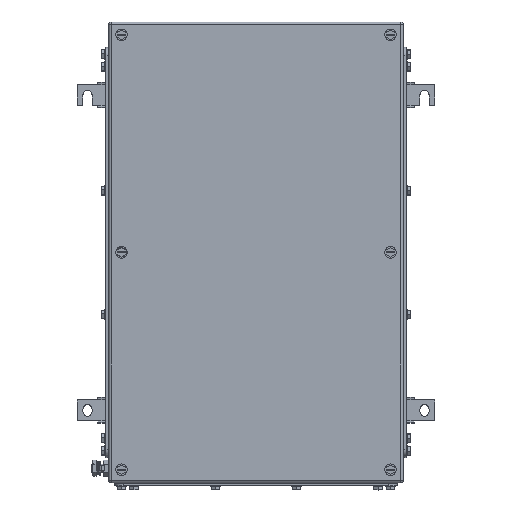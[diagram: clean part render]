
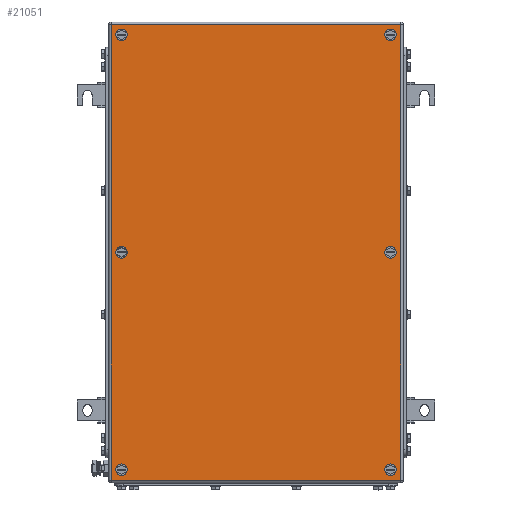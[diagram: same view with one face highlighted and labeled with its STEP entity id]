
A CAD part, top view. The second image highlights one B-rep face of the part: STEP entity #21051.
In plain terms, the highlighted planar face has unit normal (0, 0, 1).
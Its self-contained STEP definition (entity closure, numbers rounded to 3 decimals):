
#20889=AXIS2_PLACEMENT_3D('Circle Axis2P3D',#20887,#20888,$) ;
#20916=AXIS2_PLACEMENT_3D('Plane Axis2P3D',#20913,#20914,#20915) ;
#20954=AXIS2_PLACEMENT_3D('Circle Axis2P3D',#20952,#20953,$) ;
#20963=AXIS2_PLACEMENT_3D('Circle Axis2P3D',#20961,#20962,$) ;
#20972=AXIS2_PLACEMENT_3D('Circle Axis2P3D',#20970,#20971,$) ;
#20981=AXIS2_PLACEMENT_3D('Circle Axis2P3D',#20979,#20980,$) ;
#20990=AXIS2_PLACEMENT_3D('Circle Axis2P3D',#20988,#20989,$) ;
#20999=AXIS2_PLACEMENT_3D('Circle Axis2P3D',#20997,#20998,$) ;
#21008=AXIS2_PLACEMENT_3D('Circle Axis2P3D',#21006,#21007,$) ;
#21017=AXIS2_PLACEMENT_3D('Circle Axis2P3D',#21015,#21016,$) ;
#21026=AXIS2_PLACEMENT_3D('Circle Axis2P3D',#21024,#21025,$) ;
#21035=AXIS2_PLACEMENT_3D('Circle Axis2P3D',#21033,#21034,$) ;
#21044=AXIS2_PLACEMENT_3D('Circle Axis2P3D',#21042,#21043,$) ;
#20884=CARTESIAN_POINT('Vertex',(56.5,286.,203.5)) ;
#20887=CARTESIAN_POINT('Axis2P3D Location',(53.,286.,203.5)) ;
#20891=CARTESIAN_POINT('Vertex',(49.5,286.,203.5)) ;
#20913=CARTESIAN_POINT('Axis2P3D Location',(215.5,286.,203.5)) ;
#20918=CARTESIAN_POINT('Line Origine',(215.5,560.5,203.5)) ;
#20922=CARTESIAN_POINT('Vertex',(390.,560.5,203.5)) ;
#20924=CARTESIAN_POINT('Vertex',(41.,560.5,203.5)) ;
#20927=CARTESIAN_POINT('Line Origine',(41.,286.,203.5)) ;
#20931=CARTESIAN_POINT('Vertex',(41.,11.5,203.5)) ;
#20934=CARTESIAN_POINT('Line Origine',(215.5,11.5,203.5)) ;
#20938=CARTESIAN_POINT('Vertex',(390.,11.5,203.5)) ;
#20941=CARTESIAN_POINT('Line Origine',(390.,286.,203.5)) ;
#20952=CARTESIAN_POINT('Axis2P3D Location',(53.,286.,203.5)) ;
#20961=CARTESIAN_POINT('Axis2P3D Location',(378.,286.,203.5)) ;
#20965=CARTESIAN_POINT('Vertex',(381.5,286.,203.5)) ;
#20967=CARTESIAN_POINT('Vertex',(374.5,286.,203.5)) ;
#20970=CARTESIAN_POINT('Axis2P3D Location',(378.,286.,203.5)) ;
#20979=CARTESIAN_POINT('Axis2P3D Location',(53.,548.5,203.5)) ;
#20983=CARTESIAN_POINT('Vertex',(49.5,548.5,203.5)) ;
#20985=CARTESIAN_POINT('Vertex',(56.5,548.5,203.5)) ;
#20988=CARTESIAN_POINT('Axis2P3D Location',(53.,548.5,203.5)) ;
#20997=CARTESIAN_POINT('Axis2P3D Location',(53.,23.5,203.5)) ;
#21001=CARTESIAN_POINT('Vertex',(49.5,23.5,203.5)) ;
#21003=CARTESIAN_POINT('Vertex',(56.5,23.5,203.5)) ;
#21006=CARTESIAN_POINT('Axis2P3D Location',(53.,23.5,203.5)) ;
#21015=CARTESIAN_POINT('Axis2P3D Location',(378.,23.5,203.5)) ;
#21019=CARTESIAN_POINT('Vertex',(381.5,23.5,203.5)) ;
#21021=CARTESIAN_POINT('Vertex',(374.5,23.5,203.5)) ;
#21024=CARTESIAN_POINT('Axis2P3D Location',(378.,23.5,203.5)) ;
#21033=CARTESIAN_POINT('Axis2P3D Location',(378.,548.5,203.5)) ;
#21037=CARTESIAN_POINT('Vertex',(381.5,548.5,203.5)) ;
#21039=CARTESIAN_POINT('Vertex',(374.5,548.5,203.5)) ;
#21042=CARTESIAN_POINT('Axis2P3D Location',(378.,548.5,203.5)) ;
#20888=DIRECTION('Axis2P3D Direction',(0.,0.,1.)) ;
#20914=DIRECTION('Axis2P3D Direction',(0.,0.,1.)) ;
#20915=DIRECTION('Axis2P3D XDirection',(1.,0.,0.)) ;
#20919=DIRECTION('Vector Direction',(1.,0.,0.)) ;
#20928=DIRECTION('Vector Direction',(0.,-1.,0.)) ;
#20935=DIRECTION('Vector Direction',(1.,0.,0.)) ;
#20942=DIRECTION('Vector Direction',(0.,1.,0.)) ;
#20953=DIRECTION('Axis2P3D Direction',(0.,0.,1.)) ;
#20962=DIRECTION('Axis2P3D Direction',(0.,0.,1.)) ;
#20971=DIRECTION('Axis2P3D Direction',(0.,0.,1.)) ;
#20980=DIRECTION('Axis2P3D Direction',(0.,0.,1.)) ;
#20989=DIRECTION('Axis2P3D Direction',(0.,0.,1.)) ;
#20998=DIRECTION('Axis2P3D Direction',(0.,0.,1.)) ;
#21007=DIRECTION('Axis2P3D Direction',(0.,0.,1.)) ;
#21016=DIRECTION('Axis2P3D Direction',(0.,0.,1.)) ;
#21025=DIRECTION('Axis2P3D Direction',(0.,0.,1.)) ;
#21034=DIRECTION('Axis2P3D Direction',(0.,0.,1.)) ;
#21043=DIRECTION('Axis2P3D Direction',(0.,0.,1.)) ;
#20920=VECTOR('Line Direction',#20919,1.) ;
#20929=VECTOR('Line Direction',#20928,1.) ;
#20936=VECTOR('Line Direction',#20935,1.) ;
#20943=VECTOR('Line Direction',#20942,1.) ;
#20947=ORIENTED_EDGE('',*,*,#20926,.T.) ;
#20948=ORIENTED_EDGE('',*,*,#20933,.T.) ;
#20949=ORIENTED_EDGE('',*,*,#20940,.T.) ;
#20950=ORIENTED_EDGE('',*,*,#20945,.T.) ;
#20958=ORIENTED_EDGE('',*,*,#20956,.F.) ;
#20959=ORIENTED_EDGE('',*,*,#20893,.F.) ;
#20976=ORIENTED_EDGE('',*,*,#20969,.F.) ;
#20977=ORIENTED_EDGE('',*,*,#20974,.F.) ;
#20994=ORIENTED_EDGE('',*,*,#20987,.F.) ;
#20995=ORIENTED_EDGE('',*,*,#20992,.F.) ;
#21012=ORIENTED_EDGE('',*,*,#21005,.F.) ;
#21013=ORIENTED_EDGE('',*,*,#21010,.F.) ;
#21030=ORIENTED_EDGE('',*,*,#21023,.F.) ;
#21031=ORIENTED_EDGE('',*,*,#21028,.F.) ;
#21048=ORIENTED_EDGE('',*,*,#21041,.F.) ;
#21049=ORIENTED_EDGE('',*,*,#21046,.F.) ;
#20960=FACE_BOUND('',#20957,.T.) ;
#20978=FACE_BOUND('',#20975,.T.) ;
#20996=FACE_BOUND('',#20993,.T.) ;
#21014=FACE_BOUND('',#21011,.T.) ;
#21032=FACE_BOUND('',#21029,.T.) ;
#21050=FACE_BOUND('',#21047,.T.) ;
#21051=ADVANCED_FACE('ZUB_KTB_FS_553520_3GP.2\\ZUB_DE_KTB_FS.1\\DE_KTB_MH_PART_MASTER.1\\Koerper.2',(#20951,#20960,#20978,#20996,#21014,#21032,#21050),#20917,.T.) ;
#20890=CIRCLE('generated circle',#20889,3.5) ;
#20955=CIRCLE('generated circle',#20954,3.5) ;
#20964=CIRCLE('generated circle',#20963,3.5) ;
#20973=CIRCLE('generated circle',#20972,3.5) ;
#20982=CIRCLE('generated circle',#20981,3.5) ;
#20991=CIRCLE('generated circle',#20990,3.5) ;
#21000=CIRCLE('generated circle',#20999,3.5) ;
#21009=CIRCLE('generated circle',#21008,3.5) ;
#21018=CIRCLE('generated circle',#21017,3.5) ;
#21027=CIRCLE('generated circle',#21026,3.5) ;
#21036=CIRCLE('generated circle',#21035,3.5) ;
#21045=CIRCLE('generated circle',#21044,3.5) ;
#20893=EDGE_CURVE('',#20885,#20892,#20890,.T.) ;
#20926=EDGE_CURVE('',#20923,#20925,#20921,.F.) ;
#20933=EDGE_CURVE('',#20925,#20932,#20930,.T.) ;
#20940=EDGE_CURVE('',#20932,#20939,#20937,.T.) ;
#20945=EDGE_CURVE('',#20939,#20923,#20944,.T.) ;
#20956=EDGE_CURVE('',#20892,#20885,#20955,.T.) ;
#20969=EDGE_CURVE('',#20966,#20968,#20964,.T.) ;
#20974=EDGE_CURVE('',#20968,#20966,#20973,.T.) ;
#20987=EDGE_CURVE('',#20984,#20986,#20982,.T.) ;
#20992=EDGE_CURVE('',#20986,#20984,#20991,.T.) ;
#21005=EDGE_CURVE('',#21002,#21004,#21000,.T.) ;
#21010=EDGE_CURVE('',#21004,#21002,#21009,.T.) ;
#21023=EDGE_CURVE('',#21020,#21022,#21018,.T.) ;
#21028=EDGE_CURVE('',#21022,#21020,#21027,.T.) ;
#21041=EDGE_CURVE('',#21038,#21040,#21036,.T.) ;
#21046=EDGE_CURVE('',#21040,#21038,#21045,.T.) ;
#20946=EDGE_LOOP('',(#20947,#20948,#20949,#20950)) ;
#20957=EDGE_LOOP('',(#20958,#20959)) ;
#20975=EDGE_LOOP('',(#20976,#20977)) ;
#20993=EDGE_LOOP('',(#20994,#20995)) ;
#21011=EDGE_LOOP('',(#21012,#21013)) ;
#21029=EDGE_LOOP('',(#21030,#21031)) ;
#21047=EDGE_LOOP('',(#21048,#21049)) ;
#20951=FACE_OUTER_BOUND('',#20946,.T.) ;
#20921=LINE('Line',#20918,#20920) ;
#20930=LINE('Line',#20927,#20929) ;
#20937=LINE('Line',#20934,#20936) ;
#20944=LINE('Line',#20941,#20943) ;
#20917=PLANE('',#20916) ;
#20885=VERTEX_POINT('',#20884) ;
#20892=VERTEX_POINT('',#20891) ;
#20923=VERTEX_POINT('',#20922) ;
#20925=VERTEX_POINT('',#20924) ;
#20932=VERTEX_POINT('',#20931) ;
#20939=VERTEX_POINT('',#20938) ;
#20966=VERTEX_POINT('',#20965) ;
#20968=VERTEX_POINT('',#20967) ;
#20984=VERTEX_POINT('',#20983) ;
#20986=VERTEX_POINT('',#20985) ;
#21002=VERTEX_POINT('',#21001) ;
#21004=VERTEX_POINT('',#21003) ;
#21020=VERTEX_POINT('',#21019) ;
#21022=VERTEX_POINT('',#21021) ;
#21038=VERTEX_POINT('',#21037) ;
#21040=VERTEX_POINT('',#21039) ;
